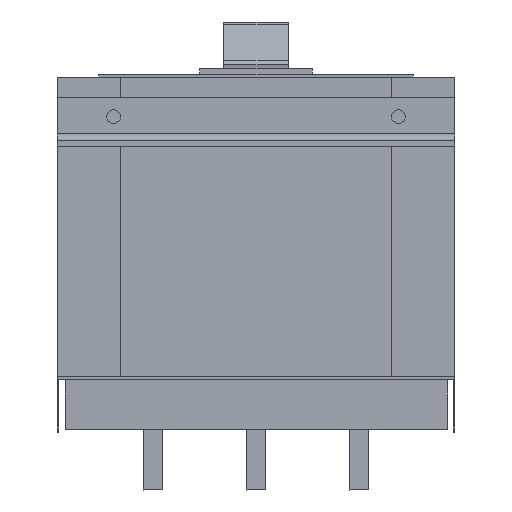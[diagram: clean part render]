
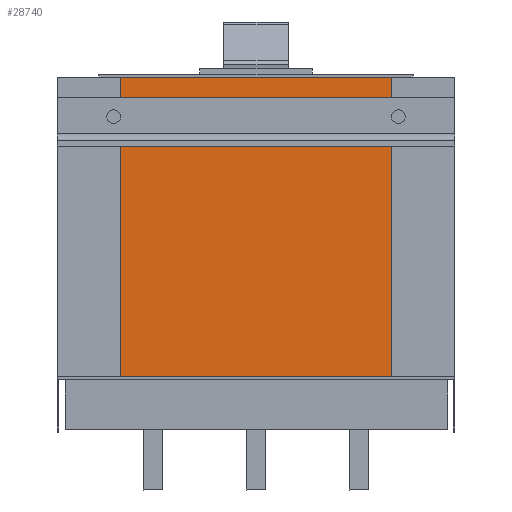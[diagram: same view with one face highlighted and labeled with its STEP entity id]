
A CAD part, front view. The second image highlights one B-rep face of the part: STEP entity #28740.
In plain terms, the highlighted planar face has unit normal (0, -1, 0).
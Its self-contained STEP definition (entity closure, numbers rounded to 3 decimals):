
#15430=CARTESIAN_POINT('',(76.353,1028.194,
-313.8));
#15440=VERTEX_POINT('',#15430);
#15470=CARTESIAN_POINT('',(0.,1028.194,-313.8));
#15480=DIRECTION('',(1.,0.,-0.));
#15490=VECTOR('',#15480,1.);
#15500=LINE('',#15470,#15490);
#15510=CARTESIAN_POINT('',(464.753,1028.194,
-313.8));
#15520=VERTEX_POINT('',#15510);
#15530=EDGE_CURVE('',#15440,#15520,#15500,.T.);
#24030=CARTESIAN_POINT('',(76.353,1028.194,-9.));
#24040=VERTEX_POINT('',#24030);
#24070=CARTESIAN_POINT('',(76.353,1028.194,0.));
#24080=DIRECTION('',(0.,0.,-1.));
#24090=VECTOR('',#24080,1.);
#24100=LINE('',#24070,#24090);
#24110=EDGE_CURVE('',#24040,#15440,#24100,.T.);
#28510=CARTESIAN_POINT('',(582.053,1028.194,
-317.));
#28520=DIRECTION('',(0.,1.,0.));
#28530=DIRECTION('',(0.,0.,-1.));
#28540=AXIS2_PLACEMENT_3D('',#28510,#28520,#28530);
#28550=PLANE('',#28540);
#28560=CARTESIAN_POINT('',(464.753,1028.194,0.));
#28570=DIRECTION('',(-0.,-0.,1.));
#28580=VECTOR('',#28570,1.);
#28590=LINE('',#28560,#28580);
#28600=CARTESIAN_POINT('',(464.753,1028.194,-9.));
#28610=VERTEX_POINT('',#28600);
#28620=EDGE_CURVE('',#15520,#28610,#28590,.T.);
#28630=ORIENTED_EDGE('',*,*,#28620,.T.);
#28640=ORIENTED_EDGE('',*,*,#15530,.T.);
#28650=ORIENTED_EDGE('',*,*,#24110,.T.);
#28660=CARTESIAN_POINT('',(0.,1028.194,-9.));
#28670=DIRECTION('',(-1.,0.,0.));
#28680=VECTOR('',#28670,1.);
#28690=LINE('',#28660,#28680);
#28700=EDGE_CURVE('',#28610,#24040,#28690,.T.);
#28710=ORIENTED_EDGE('',*,*,#28700,.T.);
#28720=EDGE_LOOP('',(#28710,#28650,#28640,#28630));
#28730=FACE_OUTER_BOUND('',#28720,.T.);
#28740=ADVANCED_FACE('',(#28730),#28550,.F.);
